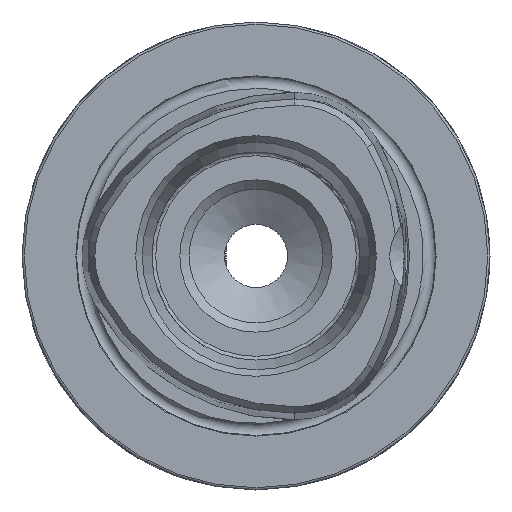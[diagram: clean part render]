
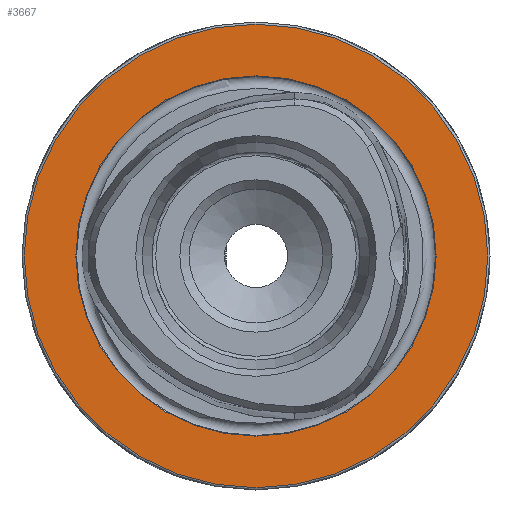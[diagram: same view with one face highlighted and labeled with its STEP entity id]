
A CAD part, left-side view. The second image highlights one B-rep face of the part: STEP entity #3667.
In plain terms, the highlighted planar face has unit normal (-1, 0, 0).
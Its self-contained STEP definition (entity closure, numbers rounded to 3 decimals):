
#254 = EDGE_CURVE ( 'NONE', #1852, #1852, #4519, .T. ) ;
#266 = AXIS2_PLACEMENT_3D ( 'NONE', #499, #1200, #3310 ) ;
#339 = CARTESIAN_POINT ( 'NONE',  ( 0., 0., 31.2 ) ) ;
#367 = EDGE_CURVE ( 'NONE', #3348, #3348, #1567, .T. ) ;
#499 = CARTESIAN_POINT ( 'NONE',  ( 0., 0., 0. ) ) ;
#690 = CARTESIAN_POINT ( 'NONE',  ( 0., 0., 24.25 ) ) ;
#847 = AXIS2_PLACEMENT_3D ( 'NONE', #1072, #3471, #2745 ) ;
#1072 = CARTESIAN_POINT ( 'NONE',  ( 0., 0., 0. ) ) ;
#1200 = DIRECTION ( 'NONE',  ( -1., 0., 0. ) ) ;
#1567 = CIRCLE ( 'NONE', #266, 24.25 ) ;
#1629 = DIRECTION ( 'NONE',  ( 1., 0., 0. ) ) ;
#1658 = CARTESIAN_POINT ( 'NONE',  ( 0., 24.25, 0. ) ) ;
#1852 = VERTEX_POINT ( 'NONE', #339 ) ;
#2745 = DIRECTION ( 'NONE',  ( 0., 0., 1. ) ) ;
#3151 = AXIS2_PLACEMENT_3D ( 'NONE', #1658, #1629, #4459 ) ;
#3310 = DIRECTION ( 'NONE',  ( 0., 0., 1. ) ) ;
#3347 = ORIENTED_EDGE ( 'NONE', *, *, #367, .F. ) ;
#3348 = VERTEX_POINT ( 'NONE', #690 ) ;
#3407 = EDGE_LOOP ( 'NONE', ( #3683 ) ) ;
#3471 = DIRECTION ( 'NONE',  ( -1., 0., 0. ) ) ;
#3493 = FACE_BOUND ( 'NONE', #3846, .T. ) ;
#3667 = ADVANCED_FACE ( 'NONE', ( #3493, #3883 ), #3755, .F. ) ;
#3683 = ORIENTED_EDGE ( 'NONE', *, *, #254, .T. ) ;
#3755 = PLANE ( 'NONE',  #3151 ) ;
#3846 = EDGE_LOOP ( 'NONE', ( #3347 ) ) ;
#3883 = FACE_OUTER_BOUND ( 'NONE', #3407, .T. ) ;
#4459 = DIRECTION ( 'NONE',  ( 0., 0., -1. ) ) ;
#4519 = CIRCLE ( 'NONE', #847, 31.2 ) ;
